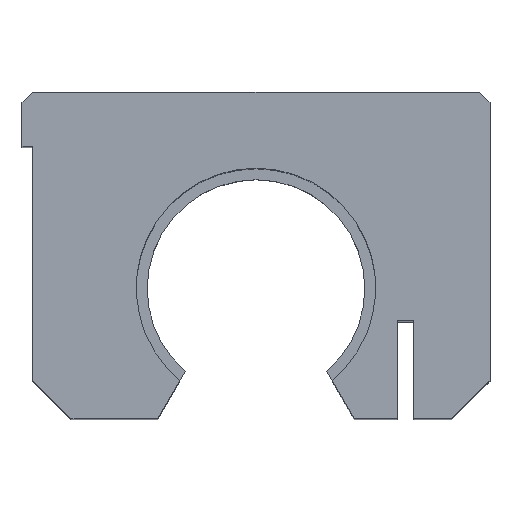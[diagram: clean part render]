
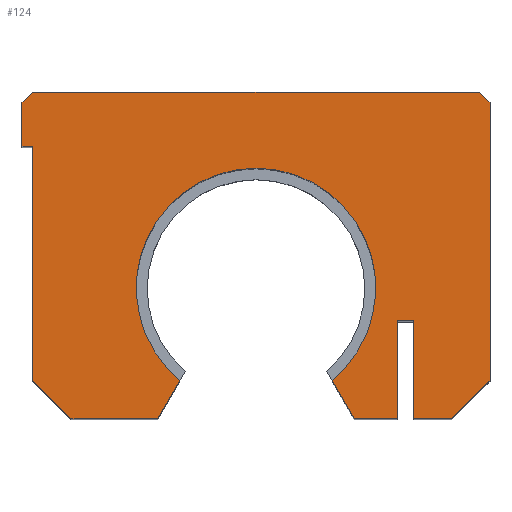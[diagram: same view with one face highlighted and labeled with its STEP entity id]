
A CAD part, top view. The second image highlights one B-rep face of the part: STEP entity #124.
In plain terms, the highlighted planar face has unit normal (0, 0, 1).
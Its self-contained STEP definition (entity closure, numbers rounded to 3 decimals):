
#124 = ADVANCED_FACE( '', ( #293 ), #294, .T. );
#293 = FACE_OUTER_BOUND( '', #545, .T. );
#294 = PLANE( '', #546 );
#545 = EDGE_LOOP( '', ( #1062, #1063, #1064, #1065, #1066, #1067, #1068, #1069, #1070, #1071, #1072, #1073, #1074, #1075, #1076, #1077, #1078, #1079, #1080 ) );
#546 = AXIS2_PLACEMENT_3D( '', #1081, #1082, #1083 );
#1062 = ORIENTED_EDGE( '', *, *, #1818, .T. );
#1063 = ORIENTED_EDGE( '', *, *, #1828, .F. );
#1064 = ORIENTED_EDGE( '', *, *, #1829, .T. );
#1065 = ORIENTED_EDGE( '', *, *, #1830, .T. );
#1066 = ORIENTED_EDGE( '', *, *, #1831, .T. );
#1067 = ORIENTED_EDGE( '', *, *, #1832, .F. );
#1068 = ORIENTED_EDGE( '', *, *, #1833, .F. );
#1069 = ORIENTED_EDGE( '', *, *, #1834, .F. );
#1070 = ORIENTED_EDGE( '', *, *, #1835, .F. );
#1071 = ORIENTED_EDGE( '', *, *, #1836, .F. );
#1072 = ORIENTED_EDGE( '', *, *, #1837, .F. );
#1073 = ORIENTED_EDGE( '', *, *, #1838, .F. );
#1074 = ORIENTED_EDGE( '', *, *, #1839, .F. );
#1075 = ORIENTED_EDGE( '', *, *, #1840, .F. );
#1076 = ORIENTED_EDGE( '', *, *, #1841, .F. );
#1077 = ORIENTED_EDGE( '', *, *, #1842, .F. );
#1078 = ORIENTED_EDGE( '', *, *, #1825, .T. );
#1079 = ORIENTED_EDGE( '', *, *, #1731, .T. );
#1080 = ORIENTED_EDGE( '', *, *, #1843, .T. );
#1081 = CARTESIAN_POINT( '', ( 0., 0., 76. ) );
#1082 = DIRECTION( '', ( 0., 0., 1. ) );
#1083 = DIRECTION( '', ( 1., 0., 0. ) );
#1731 = EDGE_CURVE( '', #2101, #2098, #2102, .T. );
#1818 = EDGE_CURVE( '', #2244, #2242, #2245, .T. );
#1825 = EDGE_CURVE( '', #2255, #2101, #2256, .T. );
#1828 = EDGE_CURVE( '', #2260, #2242, #2261, .T. );
#1829 = EDGE_CURVE( '', #2260, #2262, #2263, .T. );
#1830 = EDGE_CURVE( '', #2262, #2264, #2265, .T. );
#1831 = EDGE_CURVE( '', #2264, #2266, #2267, .T. );
#1832 = EDGE_CURVE( '', #2268, #2266, #2269, .T. );
#1833 = EDGE_CURVE( '', #2270, #2268, #2271, .T. );
#1834 = EDGE_CURVE( '', #2272, #2270, #2273, .T. );
#1835 = EDGE_CURVE( '', #2274, #2272, #2275, .T. );
#1836 = EDGE_CURVE( '', #2276, #2274, #2277, .T. );
#1837 = EDGE_CURVE( '', #2278, #2276, #2279, .T. );
#1838 = EDGE_CURVE( '', #2280, #2278, #2281, .T. );
#1839 = EDGE_CURVE( '', #2282, #2280, #2283, .T. );
#1840 = EDGE_CURVE( '', #2284, #2282, #2285, .T. );
#1841 = EDGE_CURVE( '', #2286, #2284, #2287, .T. );
#1842 = EDGE_CURVE( '', #2255, #2286, #2288, .T. );
#1843 = EDGE_CURVE( '', #2098, #2244, #2289, .T. );
#2098 = VERTEX_POINT( '', #2670 );
#2101 = VERTEX_POINT( '', #2674 );
#2102 = CIRCLE( '', #2675, 11. );
#2242 = VERTEX_POINT( '', #3064 );
#2244 = VERTEX_POINT( '', #3067 );
#2245 = LINE( '', #3068, #3069 );
#2255 = VERTEX_POINT( '', #3085 );
#2256 = LINE( '', #3086, #3087 );
#2260 = VERTEX_POINT( '', #3093 );
#2261 = LINE( '', #3094, #3095 );
#2262 = VERTEX_POINT( '', #3096 );
#2263 = LINE( '', #3097, #3098 );
#2264 = VERTEX_POINT( '', #3099 );
#2265 = LINE( '', #3100, #3101 );
#2266 = VERTEX_POINT( '', #3102 );
#2267 = LINE( '', #3103, #3104 );
#2268 = VERTEX_POINT( '', #3105 );
#2269 = LINE( '', #3106, #3107 );
#2270 = VERTEX_POINT( '', #3108 );
#2271 = LINE( '', #3109, #3110 );
#2272 = VERTEX_POINT( '', #3111 );
#2273 = LINE( '', #3112, #3113 );
#2274 = VERTEX_POINT( '', #3114 );
#2275 = LINE( '', #3115, #3116 );
#2276 = VERTEX_POINT( '', #3117 );
#2277 = LINE( '', #3118, #3119 );
#2278 = VERTEX_POINT( '', #3120 );
#2279 = LINE( '', #3121, #3122 );
#2280 = VERTEX_POINT( '', #3123 );
#2281 = LINE( '', #3124, #3125 );
#2282 = VERTEX_POINT( '', #3126 );
#2283 = LINE( '', #3127, #3128 );
#2284 = VERTEX_POINT( '', #3129 );
#2285 = LINE( '', #3130, #3131 );
#2286 = VERTEX_POINT( '', #3132 );
#2287 = LINE( '', #3133, #3134 );
#2288 = LINE( '', #3135, #3136 );
#2289 = CIRCLE( '', #3137, 11. );
#2670 = CARTESIAN_POINT( '', ( 0., 23., 76. ) );
#2674 = CARTESIAN_POINT( '', ( -7., 3.515, 76. ) );
#2675 = AXIS2_PLACEMENT_3D( '', #3559, #3560, #3561 );
#3064 = CARTESIAN_POINT( '', ( 9.029, 0., 76. ) );
#3067 = CARTESIAN_POINT( '', ( 7., 3.515, 76. ) );
#3068 = CARTESIAN_POINT( '', ( 8.189, 1.455, 76. ) );
#3069 = VECTOR( '', #3718, 1. );
#3085 = CARTESIAN_POINT( '', ( -9.029, 0., 76. ) );
#3086 = CARTESIAN_POINT( '', ( -3.386, 9.774, 76. ) );
#3087 = VECTOR( '', #3725, 1. );
#3093 = CARTESIAN_POINT( '', ( 13., 0., 76. ) );
#3094 = CARTESIAN_POINT( '', ( -17., 0., 76. ) );
#3095 = VECTOR( '', #3728, 1. );
#3096 = CARTESIAN_POINT( '', ( 13., 9., 76. ) );
#3097 = CARTESIAN_POINT( '', ( 13., 0., 76. ) );
#3098 = VECTOR( '', #3729, 1. );
#3099 = CARTESIAN_POINT( '', ( 14.5, 9., 76. ) );
#3100 = CARTESIAN_POINT( '', ( 7.25, 9., 76. ) );
#3101 = VECTOR( '', #3730, 1. );
#3102 = CARTESIAN_POINT( '', ( 14.5, 0., 76. ) );
#3103 = CARTESIAN_POINT( '', ( 14.5, 0., 76. ) );
#3104 = VECTOR( '', #3731, 1. );
#3105 = CARTESIAN_POINT( '', ( 18., 0., 76. ) );
#3106 = CARTESIAN_POINT( '', ( -17., 0., 76. ) );
#3107 = VECTOR( '', #3732, 1. );
#3108 = CARTESIAN_POINT( '', ( 21.5, 3.5, 76. ) );
#3109 = CARTESIAN_POINT( '', ( 18., 0., 76. ) );
#3110 = VECTOR( '', #3733, 1. );
#3111 = CARTESIAN_POINT( '', ( 21.5, 29., 76. ) );
#3112 = CARTESIAN_POINT( '', ( 21.5, 3.5, 76. ) );
#3113 = VECTOR( '', #3734, 1. );
#3114 = CARTESIAN_POINT( '', ( 20.5, 30., 76. ) );
#3115 = CARTESIAN_POINT( '', ( 21.5, 29., 76. ) );
#3116 = VECTOR( '', #3735, 1. );
#3117 = CARTESIAN_POINT( '', ( -20.5, 30., 76. ) );
#3118 = CARTESIAN_POINT( '', ( 20.5, 30., 76. ) );
#3119 = VECTOR( '', #3736, 1. );
#3120 = CARTESIAN_POINT( '', ( -21.5, 29., 76. ) );
#3121 = CARTESIAN_POINT( '', ( -20.5, 30., 76. ) );
#3122 = VECTOR( '', #3737, 1. );
#3123 = CARTESIAN_POINT( '', ( -21.5, 25., 76. ) );
#3124 = CARTESIAN_POINT( '', ( -21.5, 29., 76. ) );
#3125 = VECTOR( '', #3738, 1. );
#3126 = CARTESIAN_POINT( '', ( -20.5, 25., 76. ) );
#3127 = CARTESIAN_POINT( '', ( -21.5, 25., 76. ) );
#3128 = VECTOR( '', #3739, 1. );
#3129 = CARTESIAN_POINT( '', ( -20.5, 3.5, 76. ) );
#3130 = CARTESIAN_POINT( '', ( -20.5, 25., 76. ) );
#3131 = VECTOR( '', #3740, 1. );
#3132 = CARTESIAN_POINT( '', ( -17., 0., 76. ) );
#3133 = CARTESIAN_POINT( '', ( -20.5, 3.5, 76. ) );
#3134 = VECTOR( '', #3741, 1. );
#3135 = CARTESIAN_POINT( '', ( -17., 0., 76. ) );
#3136 = VECTOR( '', #3742, 1. );
#3137 = AXIS2_PLACEMENT_3D( '', #3743, #3744, #3745 );
#3559 = CARTESIAN_POINT( '', ( 0., 12., 76. ) );
#3560 = DIRECTION( '', ( 0., 0., -1. ) );
#3561 = DIRECTION( '', ( 0., 1., 0. ) );
#3718 = DIRECTION( '', ( 0.5, -0.866, 0. ) );
#3725 = DIRECTION( '', ( 0.5, 0.866, 0. ) );
#3728 = DIRECTION( '', ( -1., 0., 0. ) );
#3729 = DIRECTION( '', ( 0., 1., 0. ) );
#3730 = DIRECTION( '', ( 1., 0., 0. ) );
#3731 = DIRECTION( '', ( 0., -1., 0. ) );
#3732 = DIRECTION( '', ( -1., 0., 0. ) );
#3733 = DIRECTION( '', ( -0.707, -0.707, 0. ) );
#3734 = DIRECTION( '', ( 0., -1., 0. ) );
#3735 = DIRECTION( '', ( 0.707, -0.707, 0. ) );
#3736 = DIRECTION( '', ( 1., 0., 0. ) );
#3737 = DIRECTION( '', ( 0.707, 0.707, 0. ) );
#3738 = DIRECTION( '', ( 0., 1., 0. ) );
#3739 = DIRECTION( '', ( -1., 0., 0. ) );
#3740 = DIRECTION( '', ( 0., 1., 0. ) );
#3741 = DIRECTION( '', ( -0.707, 0.707, 0. ) );
#3742 = DIRECTION( '', ( -1., 0., 0. ) );
#3743 = CARTESIAN_POINT( '', ( 0., 12., 76. ) );
#3744 = DIRECTION( '', ( 0., 0., -1. ) );
#3745 = DIRECTION( '', ( 0., 1., 0. ) );
